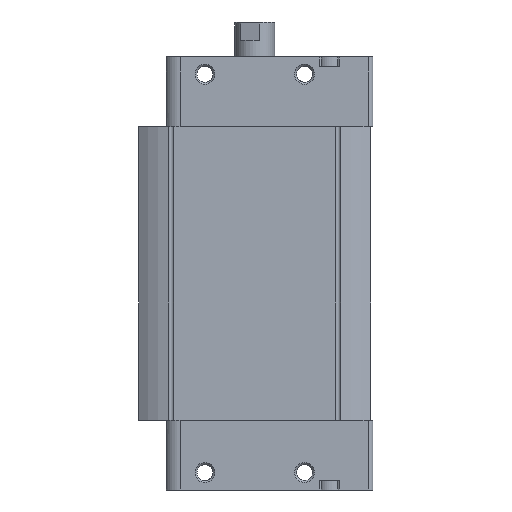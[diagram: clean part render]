
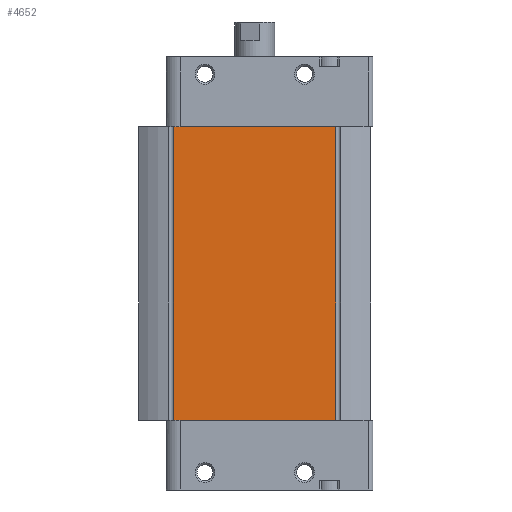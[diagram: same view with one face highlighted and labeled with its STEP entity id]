
A CAD part, left-side view. The second image highlights one B-rep face of the part: STEP entity #4652.
In plain terms, the highlighted planar face has unit normal (-1, 0, 0).
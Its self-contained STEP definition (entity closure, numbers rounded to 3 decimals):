
#73=PLANE('',#5107);
#557=LINE('',#8028,#841);
#599=LINE('',#8153,#883);
#601=LINE('',#8159,#885);
#602=LINE('',#8161,#886);
#841=VECTOR('',#5904,1000.);
#883=VECTOR('',#6028,1000.);
#885=VECTOR('',#6034,1000.);
#886=VECTOR('',#6035,1000.);
#1595=ORIENTED_EDGE('',*,*,#2699,.F.);
#1596=ORIENTED_EDGE('',*,*,#2767,.F.);
#1597=ORIENTED_EDGE('',*,*,#2768,.T.);
#1598=ORIENTED_EDGE('',*,*,#2764,.T.);
#2699=EDGE_CURVE('',#3296,#3298,#557,.T.);
#2764=EDGE_CURVE('',#3340,#3298,#599,.T.);
#2767=EDGE_CURVE('',#3342,#3296,#601,.T.);
#2768=EDGE_CURVE('',#3342,#3340,#602,.T.);
#3296=VERTEX_POINT('',#8026);
#3298=VERTEX_POINT('',#8029);
#3340=VERTEX_POINT('',#8154);
#3342=VERTEX_POINT('',#8160);
#3775=EDGE_LOOP('',(#1595,#1596,#1597,#1598));
#4153=FACE_BOUND('',#3775,.T.);
#4652=ADVANCED_FACE('',(#4153),#73,.T.);
#5107=AXIS2_PLACEMENT_3D('',#8158,#6032,#6033);
#5904=DIRECTION('',(0.,-1.,0.));
#6028=DIRECTION('',(0.,0.,1.));
#6032=DIRECTION('',(-1.,0.,0.));
#6033=DIRECTION('',(0.,0.,1.));
#6034=DIRECTION('',(0.,0.,1.));
#6035=DIRECTION('',(0.,-1.,0.));
#8026=CARTESIAN_POINT('',(-7.5,16.292,-14.));
#8028=CARTESIAN_POINT('',(-7.5,16.292,-14.));
#8029=CARTESIAN_POINT('',(-7.5,-16.292,-14.));
#8153=CARTESIAN_POINT('',(-7.5,-16.292,-73.));
#8154=CARTESIAN_POINT('',(-7.5,-16.292,-73.));
#8158=CARTESIAN_POINT('',(-7.5,16.292,-73.));
#8159=CARTESIAN_POINT('',(-7.5,16.292,-73.));
#8160=CARTESIAN_POINT('',(-7.5,16.292,-73.));
#8161=CARTESIAN_POINT('',(-7.5,16.292,-73.));
